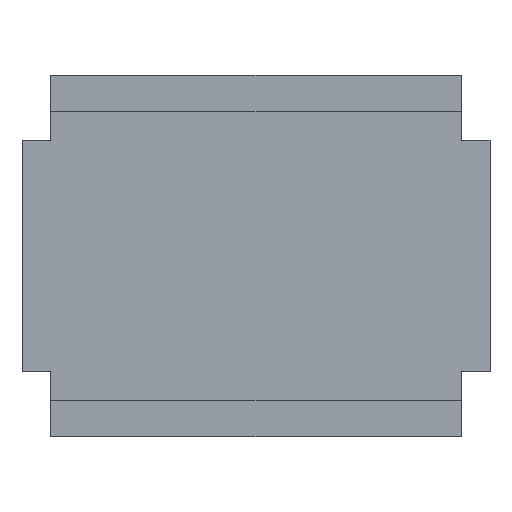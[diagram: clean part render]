
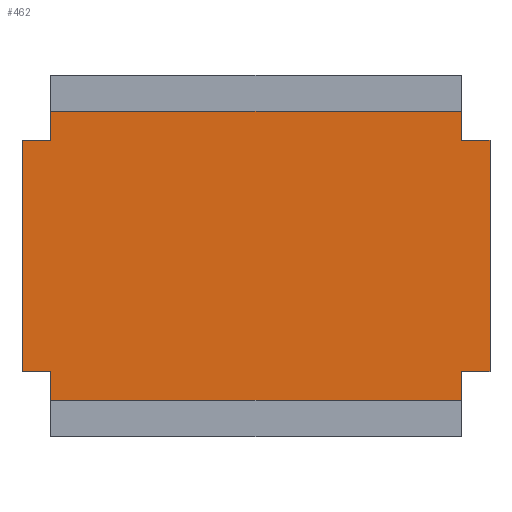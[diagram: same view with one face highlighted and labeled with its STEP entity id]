
A CAD part, top view. The second image highlights one B-rep face of the part: STEP entity #462.
In plain terms, the highlighted planar face has unit normal (0, 0, 1).
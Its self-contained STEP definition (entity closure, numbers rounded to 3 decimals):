
#385=AXIS2_PLACEMENT_3D('Plane Axis2P3D',#382,#383,#384) ;
#104=CARTESIAN_POINT('Vertex',(0.5,0.625,1.6)) ;
#107=CARTESIAN_POINT('Line Origine',(0.5,0.875,1.6)) ;
#111=CARTESIAN_POINT('Vertex',(0.5,1.125,1.6)) ;
#270=CARTESIAN_POINT('Vertex',(7.6,1.125,1.6)) ;
#273=CARTESIAN_POINT('Line Origine',(7.6,0.875,1.6)) ;
#277=CARTESIAN_POINT('Vertex',(7.6,0.625,1.6)) ;
#369=CARTESIAN_POINT('Line Origine',(4.05,0.625,1.6)) ;
#382=CARTESIAN_POINT('Axis2P3D Location',(4.05,0.625,1.6)) ;
#387=CARTESIAN_POINT('Line Origine',(0.5,5.375,1.6)) ;
#391=CARTESIAN_POINT('Vertex',(0.5,5.125,1.6)) ;
#393=CARTESIAN_POINT('Vertex',(0.5,5.625,1.6)) ;
#396=CARTESIAN_POINT('Line Origine',(0.25,5.125,1.6)) ;
#400=CARTESIAN_POINT('Vertex',(0.,5.125,1.6)) ;
#403=CARTESIAN_POINT('Line Origine',(0.,3.125,1.6)) ;
#407=CARTESIAN_POINT('Vertex',(0.,1.125,1.6)) ;
#410=CARTESIAN_POINT('Line Origine',(0.25,1.125,1.6)) ;
#415=CARTESIAN_POINT('Line Origine',(7.85,1.125,1.6)) ;
#419=CARTESIAN_POINT('Vertex',(8.1,1.125,1.6)) ;
#422=CARTESIAN_POINT('Line Origine',(8.1,3.125,1.6)) ;
#426=CARTESIAN_POINT('Vertex',(8.1,5.125,1.6)) ;
#429=CARTESIAN_POINT('Line Origine',(7.85,5.125,1.6)) ;
#433=CARTESIAN_POINT('Vertex',(7.6,5.125,1.6)) ;
#436=CARTESIAN_POINT('Line Origine',(7.6,5.375,1.6)) ;
#440=CARTESIAN_POINT('Vertex',(7.6,5.625,1.6)) ;
#443=CARTESIAN_POINT('Line Origine',(4.05,5.625,1.6)) ;
#108=DIRECTION('Vector Direction',(0.,-1.,0.)) ;
#274=DIRECTION('Vector Direction',(0.,-1.,0.)) ;
#370=DIRECTION('Vector Direction',(1.,0.,0.)) ;
#383=DIRECTION('Axis2P3D Direction',(0.,0.,-1.)) ;
#384=DIRECTION('Axis2P3D XDirection',(0.,1.,0.)) ;
#388=DIRECTION('Vector Direction',(0.,1.,0.)) ;
#397=DIRECTION('Vector Direction',(-1.,0.,0.)) ;
#404=DIRECTION('Vector Direction',(0.,1.,0.)) ;
#411=DIRECTION('Vector Direction',(-1.,0.,0.)) ;
#416=DIRECTION('Vector Direction',(-1.,0.,0.)) ;
#423=DIRECTION('Vector Direction',(0.,1.,0.)) ;
#430=DIRECTION('Vector Direction',(-1.,0.,0.)) ;
#437=DIRECTION('Vector Direction',(0.,1.,0.)) ;
#444=DIRECTION('Vector Direction',(1.,0.,0.)) ;
#109=VECTOR('Line Direction',#108,1.) ;
#275=VECTOR('Line Direction',#274,1.) ;
#371=VECTOR('Line Direction',#370,1.) ;
#389=VECTOR('Line Direction',#388,1.) ;
#398=VECTOR('Line Direction',#397,1.) ;
#405=VECTOR('Line Direction',#404,1.) ;
#412=VECTOR('Line Direction',#411,1.) ;
#417=VECTOR('Line Direction',#416,1.) ;
#424=VECTOR('Line Direction',#423,1.) ;
#431=VECTOR('Line Direction',#430,1.) ;
#438=VECTOR('Line Direction',#437,1.) ;
#445=VECTOR('Line Direction',#444,1.) ;
#449=ORIENTED_EDGE('',*,*,#395,.F.) ;
#450=ORIENTED_EDGE('',*,*,#402,.F.) ;
#451=ORIENTED_EDGE('',*,*,#409,.T.) ;
#452=ORIENTED_EDGE('',*,*,#414,.T.) ;
#453=ORIENTED_EDGE('',*,*,#113,.T.) ;
#454=ORIENTED_EDGE('',*,*,#373,.T.) ;
#455=ORIENTED_EDGE('',*,*,#279,.F.) ;
#456=ORIENTED_EDGE('',*,*,#421,.T.) ;
#457=ORIENTED_EDGE('',*,*,#428,.F.) ;
#458=ORIENTED_EDGE('',*,*,#435,.F.) ;
#459=ORIENTED_EDGE('',*,*,#442,.T.) ;
#460=ORIENTED_EDGE('',*,*,#447,.F.) ;
#462=ADVANCED_FACE('S3D positioniert',(#461),#386,.F.) ;
#113=EDGE_CURVE('',#112,#105,#110,.T.) ;
#279=EDGE_CURVE('',#271,#278,#276,.T.) ;
#373=EDGE_CURVE('',#105,#278,#372,.T.) ;
#395=EDGE_CURVE('',#392,#394,#390,.T.) ;
#402=EDGE_CURVE('',#401,#392,#399,.F.) ;
#409=EDGE_CURVE('',#401,#408,#406,.F.) ;
#414=EDGE_CURVE('',#408,#112,#413,.F.) ;
#421=EDGE_CURVE('',#271,#420,#418,.F.) ;
#428=EDGE_CURVE('',#427,#420,#425,.F.) ;
#435=EDGE_CURVE('',#434,#427,#432,.F.) ;
#442=EDGE_CURVE('',#434,#441,#439,.T.) ;
#447=EDGE_CURVE('',#394,#441,#446,.T.) ;
#448=EDGE_LOOP('',(#449,#450,#451,#452,#453,#454,#455,#456,#457,#458,#459,#460)) ;
#461=FACE_OUTER_BOUND('',#448,.T.) ;
#110=LINE('Line',#107,#109) ;
#276=LINE('Line',#273,#275) ;
#372=LINE('Line',#369,#371) ;
#390=LINE('Line',#387,#389) ;
#399=LINE('Line',#396,#398) ;
#406=LINE('Line',#403,#405) ;
#413=LINE('Line',#410,#412) ;
#418=LINE('Line',#415,#417) ;
#425=LINE('Line',#422,#424) ;
#432=LINE('Line',#429,#431) ;
#439=LINE('Line',#436,#438) ;
#446=LINE('Line',#443,#445) ;
#386=PLANE('',#385) ;
#105=VERTEX_POINT('',#104) ;
#112=VERTEX_POINT('',#111) ;
#271=VERTEX_POINT('',#270) ;
#278=VERTEX_POINT('',#277) ;
#392=VERTEX_POINT('',#391) ;
#394=VERTEX_POINT('',#393) ;
#401=VERTEX_POINT('',#400) ;
#408=VERTEX_POINT('',#407) ;
#420=VERTEX_POINT('',#419) ;
#427=VERTEX_POINT('',#426) ;
#434=VERTEX_POINT('',#433) ;
#441=VERTEX_POINT('',#440) ;
